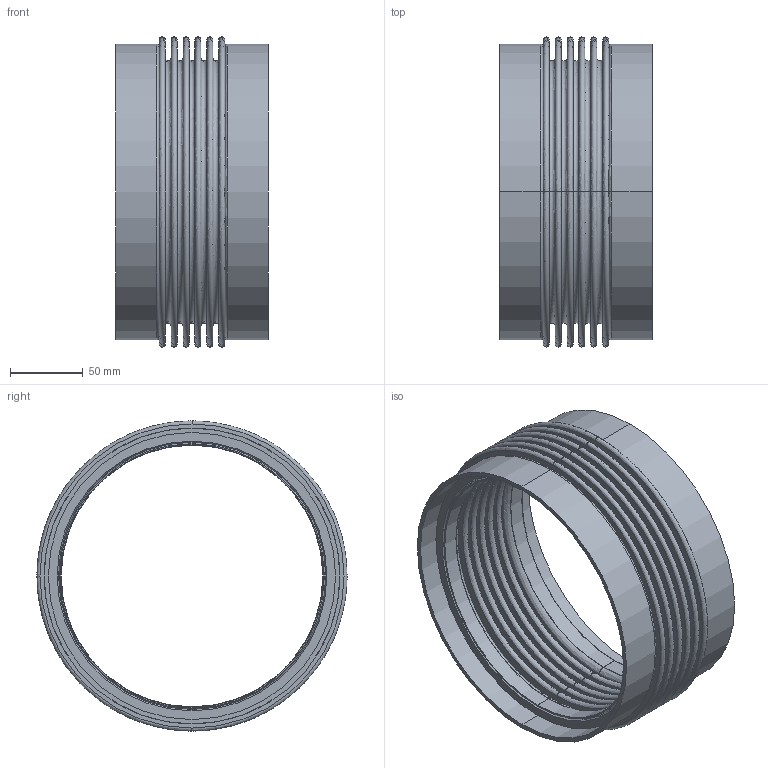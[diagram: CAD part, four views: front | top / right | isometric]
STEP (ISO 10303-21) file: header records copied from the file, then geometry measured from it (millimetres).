
FILE_DESCRIPTION( (''), '2;1');
FILE_NAME ('CAD708.7416.IC200A_413.stp','2017-05-17T17:24:57',(''),(''),'spGate 12.6.6','','');
FILE_SCHEMA (('AUTOMOTIVE_DESIGN'));
Length unit declared in the file: millimetre
Products named in the file (4): Assembly; IC200-2; IC200A-1; IC200-2_mr
Assembly tree (3 placements, depth 2):
  Assembly
    IC200-2
    IC200A-1
    IC200-2_mr
Bounding box: 105 x 213 x 212.99 mm (x, y, z)
Volume: 301825.8 mm3; surface area: 406259 mm2
Topology: 3 solids, 3 shells, 122 faces, 244 edges, 156 vertices
Faces by surface type: bspline 68, plane 34, cylinder 20
Entity records: 6802 total; most frequent: CARTESIAN_POINT 2328, ORIENTED_EDGE 488, DIRECTION 436, COLOUR_RGB 369, PRESENTATION_STYLE_ASSIGNMENT 369, STYLED_ITEM 369, EDGE_CURVE 244, DRAUGHTING_PRE_DEFINED_CURVE_FONT 244
